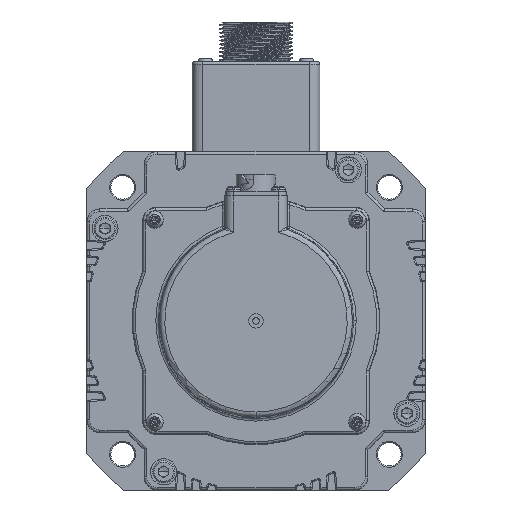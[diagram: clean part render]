
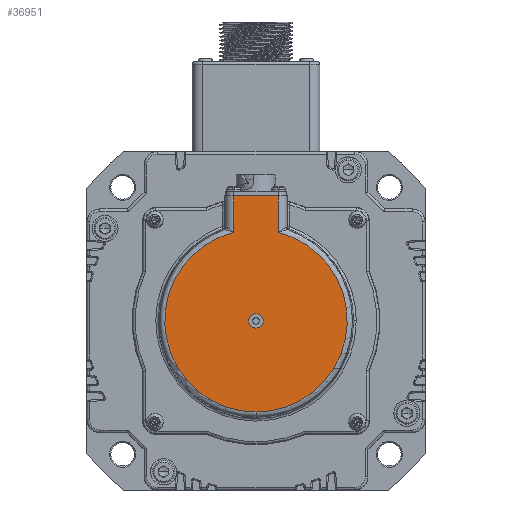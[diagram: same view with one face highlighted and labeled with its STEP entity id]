
A CAD part, front view. The second image highlights one B-rep face of the part: STEP entity #36951.
In plain terms, the highlighted planar face has unit normal (0, -1, 0).
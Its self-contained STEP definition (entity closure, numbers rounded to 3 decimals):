
#36358=CARTESIAN_POINT('',(8.617,-33.5,-31.02));
#36359=VERTEX_POINT('',#36358);
#36414=CARTESIAN_POINT('',(0.,-33.5,-100.056));
#36415=VERTEX_POINT('',#36414);
#36416=CARTESIAN_POINT('',(0.,-33.5,-65.));
#36417=DIRECTION('',(0.246,0.,0.969));
#36418=DIRECTION('',(0.,1.,0.));
#36419=AXIS2_PLACEMENT_3D('',#36416,#36418,#36417);
#36420=CIRCLE('',#36419,35.056);
#36421=EDGE_CURVE('',#36359,#36415,#36420,.T.);
#36442=CARTESIAN_POINT('',(-8.617,-33.5,-31.02));
#36443=VERTEX_POINT('',#36442);
#36444=CARTESIAN_POINT('',(0.,-33.5,-65.));
#36445=DIRECTION('',(0.,0.,-1.));
#36446=DIRECTION('',(0.,1.,0.));
#36447=AXIS2_PLACEMENT_3D('',#36444,#36446,#36445);
#36448=CIRCLE('',#36447,35.056);
#36449=EDGE_CURVE('',#36415,#36443,#36448,.T.);
#36482=CARTESIAN_POINT('',(0.,-33.5,-62.25));
#36483=VERTEX_POINT('',#36482);
#36490=CARTESIAN_POINT('',(0.,-33.5,-65.));
#36491=DIRECTION('',(0.,0.,1.));
#36492=DIRECTION('',(0.,-1.,0.));
#36493=AXIS2_PLACEMENT_3D('',#36490,#36492,#36491);
#36494=CIRCLE('',#36493,2.75);
#36495=EDGE_CURVE('',#36483,#36483,#36494,.T.);
#36896=CARTESIAN_POINT('',(8.617,-33.5,-17.));
#36897=VERTEX_POINT('',#36896);
#36898=CARTESIAN_POINT('',(8.617,-33.5,-17.));
#36899=DIRECTION('',(0.,0.,-1.));
#36900=VECTOR('',#36899,14.02);
#36901=LINE('',#36898,#36900);
#36902=EDGE_CURVE('',#36897,#36359,#36901,.T.);
#36924=CARTESIAN_POINT('',(0.,-33.5,-65.));
#36925=DIRECTION('',(0.,0.,-1.));
#36926=DIRECTION('',(0.,-1.,0.));
#36927=AXIS2_PLACEMENT_3D('',#36924,#36926,#36925);
#36928=PLANE('',#36927);
#36929=ORIENTED_EDGE('',*,*,#36449,.F.);
#36930=ORIENTED_EDGE('',*,*,#36421,.F.);
#36931=ORIENTED_EDGE('',*,*,#36902,.F.);
#36932=CARTESIAN_POINT('',(-8.617,-33.5,-17.));
#36933=VERTEX_POINT('',#36932);
#36934=CARTESIAN_POINT('',(8.617,-33.5,-17.));
#36935=DIRECTION('',(-1.,0.,0.));
#36936=VECTOR('',#36935,17.234);
#36937=LINE('',#36934,#36936);
#36938=EDGE_CURVE('',#36897,#36933,#36937,.T.);
#36939=ORIENTED_EDGE('',*,*,#36938,.T.);
#36940=CARTESIAN_POINT('',(-8.617,-33.5,-17.));
#36941=DIRECTION('',(0.,0.,-1.));
#36942=VECTOR('',#36941,14.02);
#36943=LINE('',#36940,#36942);
#36944=EDGE_CURVE('',#36933,#36443,#36943,.T.);
#36945=ORIENTED_EDGE('',*,*,#36944,.T.);
#36946=EDGE_LOOP('',(#36929,#36930,#36931,#36939,#36945));
#36947=FACE_OUTER_BOUND('',#36946,.T.);
#36948=ORIENTED_EDGE('',*,*,#36495,.F.);
#36949=EDGE_LOOP('',(#36948));
#36950=FACE_BOUND('',#36949,.T.);
#36951=ADVANCED_FACE('',(#36947,#36950),#36928,.T.);
